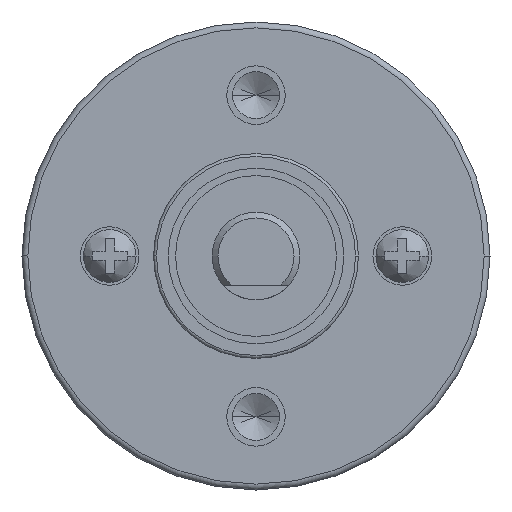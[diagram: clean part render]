
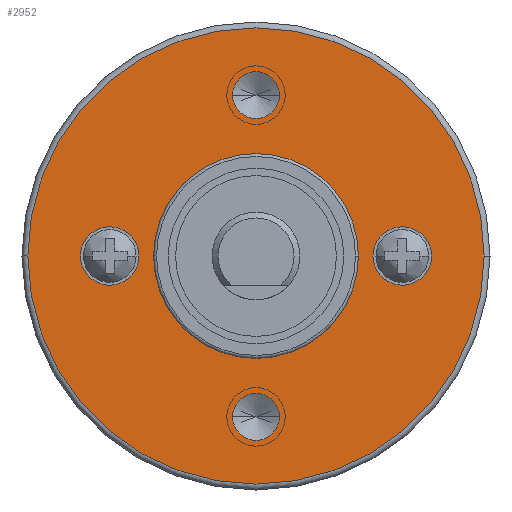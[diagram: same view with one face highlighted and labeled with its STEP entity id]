
A CAD part, left-side view. The second image highlights one B-rep face of the part: STEP entity #2952.
In plain terms, the highlighted planar face has unit normal (-1, 0, 0).
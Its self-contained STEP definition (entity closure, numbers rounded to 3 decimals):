
#396=CARTESIAN_POINT('',(10.,0.,-5.5));
#397=DIRECTION('',(-1.,0.,0.));
#398=DIRECTION('',(0.,1.,0.));
#399=AXIS2_PLACEMENT_3D('',#396,#397,#398);
#401=CARTESIAN_POINT('',(10.,0.,-5.5));
#402=DIRECTION('',(-1.,0.,0.));
#403=DIRECTION('',(0.,-1.,0.));
#404=AXIS2_PLACEMENT_3D('',#401,#402,#403);
#406=CARTESIAN_POINT('',(10.,0.,5.5));
#407=DIRECTION('',(1.,0.,0.));
#408=DIRECTION('',(0.,1.,0.));
#409=AXIS2_PLACEMENT_3D('',#406,#407,#408);
#411=CARTESIAN_POINT('',(10.,0.,5.5));
#412=DIRECTION('',(1.,0.,0.));
#413=DIRECTION('',(0.,-1.,0.));
#414=AXIS2_PLACEMENT_3D('',#411,#412,#413);
#416=CARTESIAN_POINT('',(10.,-5.,0.));
#417=DIRECTION('',(-1.,0.,0.));
#418=DIRECTION('',(0.,1.,0.));
#419=AXIS2_PLACEMENT_3D('',#416,#417,#418);
#421=CARTESIAN_POINT('',(10.,-5.,0.));
#422=DIRECTION('',(-1.,0.,0.));
#423=DIRECTION('',(0.,-1.,0.));
#424=AXIS2_PLACEMENT_3D('',#421,#422,#423);
#426=CARTESIAN_POINT('',(10.,5.,0.));
#427=DIRECTION('',(1.,0.,0.));
#428=DIRECTION('',(0.,-1.,0.));
#429=AXIS2_PLACEMENT_3D('',#426,#427,#428);
#431=CARTESIAN_POINT('',(10.,5.,0.));
#432=DIRECTION('',(1.,0.,0.));
#433=DIRECTION('',(0.,1.,0.));
#434=AXIS2_PLACEMENT_3D('',#431,#432,#433);
#436=CARTESIAN_POINT('',(10.,0.,0.));
#437=DIRECTION('',(-1.,0.,0.));
#438=DIRECTION('',(0.,1.,0.));
#439=AXIS2_PLACEMENT_3D('',#436,#437,#438);
#441=CARTESIAN_POINT('',(10.,0.,0.));
#442=DIRECTION('',(-1.,0.,0.));
#443=DIRECTION('',(0.,-1.,0.));
#444=AXIS2_PLACEMENT_3D('',#441,#442,#443);
#451=CARTESIAN_POINT('',(10.,0.,0.));
#452=DIRECTION('',(-1.,0.,0.));
#453=DIRECTION('',(0.,1.,0.));
#454=AXIS2_PLACEMENT_3D('',#451,#452,#453);
#612=CARTESIAN_POINT('',(10.,0.,0.));
#613=DIRECTION('',(1.,0.,0.));
#614=DIRECTION('',(0.,1.,0.));
#615=AXIS2_PLACEMENT_3D('',#612,#613,#614);
#1934=CARTESIAN_POINT('',(10.,3.5,0.));
#1935=CARTESIAN_POINT('',(10.,-3.5,0.));
#1936=VERTEX_POINT('',#1934);
#1937=VERTEX_POINT('',#1935);
#1972=CARTESIAN_POINT('',(10.,0.8,-5.5));
#1973=CARTESIAN_POINT('',(10.,-0.8,-5.5));
#1974=VERTEX_POINT('',#1972);
#1975=VERTEX_POINT('',#1973);
#1982=CARTESIAN_POINT('',(10.,0.8,5.5));
#1983=VERTEX_POINT('',#1982);
#1984=CARTESIAN_POINT('',(10.,-0.8,5.5));
#1985=VERTEX_POINT('',#1984);
#1990=CARTESIAN_POINT('',(10.,-4.,0.));
#1991=CARTESIAN_POINT('',(10.,-6.,0.));
#1992=VERTEX_POINT('',#1990);
#1993=VERTEX_POINT('',#1991);
#2040=CARTESIAN_POINT('',(10.,4.,0.));
#2041=VERTEX_POINT('',#2040);
#2042=CARTESIAN_POINT('',(10.,6.,0.));
#2043=VERTEX_POINT('',#2042);
#2160=CARTESIAN_POINT('',(10.,7.8,0.));
#2161=CARTESIAN_POINT('',(10.,-7.8,0.));
#2162=VERTEX_POINT('',#2160);
#2163=VERTEX_POINT('',#2161);
#2912=CARTESIAN_POINT('',(10.,0.,0.));
#2913=DIRECTION('',(-1.,0.,0.));
#2914=DIRECTION('',(0.,1.,0.));
#2915=AXIS2_PLACEMENT_3D('',#2912,#2913,#2914);
#2916=PLANE('',#2915);
#2917=ORIENTED_EDGE('',*,*,#2902,.F.);
#2919=ORIENTED_EDGE('',*,*,#2918,.F.);
#2920=EDGE_LOOP('',(#2917,#2919));
#2921=FACE_OUTER_BOUND('',#2920,.F.);
#2923=ORIENTED_EDGE('',*,*,#2922,.T.);
#2925=ORIENTED_EDGE('',*,*,#2924,.T.);
#2926=EDGE_LOOP('',(#2923,#2925));
#2927=FACE_BOUND('',#2926,.F.);
#2929=ORIENTED_EDGE('',*,*,#2928,.F.);
#2931=ORIENTED_EDGE('',*,*,#2930,.F.);
#2932=EDGE_LOOP('',(#2929,#2931));
#2933=FACE_BOUND('',#2932,.F.);
#2935=ORIENTED_EDGE('',*,*,#2934,.T.);
#2937=ORIENTED_EDGE('',*,*,#2936,.T.);
#2938=EDGE_LOOP('',(#2935,#2937));
#2939=FACE_BOUND('',#2938,.F.);
#2941=ORIENTED_EDGE('',*,*,#2940,.F.);
#2943=ORIENTED_EDGE('',*,*,#2942,.F.);
#2944=EDGE_LOOP('',(#2941,#2943));
#2945=FACE_BOUND('',#2944,.F.);
#2947=ORIENTED_EDGE('',*,*,#2946,.T.);
#2949=ORIENTED_EDGE('',*,*,#2948,.F.);
#2950=EDGE_LOOP('',(#2947,#2949));
#2951=FACE_BOUND('',#2950,.F.);
#2952=ADVANCED_FACE('',(#2921,#2927,#2933,#2939,#2945,#2951),#2916,.T.);
#400=CIRCLE('',#399,0.8);
#405=CIRCLE('',#404,0.8);
#410=CIRCLE('',#409,0.8);
#415=CIRCLE('',#414,0.8);
#420=CIRCLE('',#419,1.);
#425=CIRCLE('',#424,1.);
#430=CIRCLE('',#429,1.);
#435=CIRCLE('',#434,1.);
#440=CIRCLE('',#439,7.8);
#445=CIRCLE('',#444,7.8);
#455=CIRCLE('',#454,3.5);
#616=CIRCLE('',#615,3.5);
#2902=EDGE_CURVE('',#2162,#2163,#440,.T.);
#2918=EDGE_CURVE('',#2163,#2162,#445,.T.);
#2922=EDGE_CURVE('',#1974,#1975,#400,.T.);
#2924=EDGE_CURVE('',#1975,#1974,#405,.T.);
#2928=EDGE_CURVE('',#1983,#1985,#410,.T.);
#2930=EDGE_CURVE('',#1985,#1983,#415,.T.);
#2934=EDGE_CURVE('',#1992,#1993,#420,.T.);
#2936=EDGE_CURVE('',#1993,#1992,#425,.T.);
#2940=EDGE_CURVE('',#2041,#2043,#430,.T.);
#2942=EDGE_CURVE('',#2043,#2041,#435,.T.);
#2946=EDGE_CURVE('',#1936,#1937,#455,.T.);
#2948=EDGE_CURVE('',#1936,#1937,#616,.T.);
